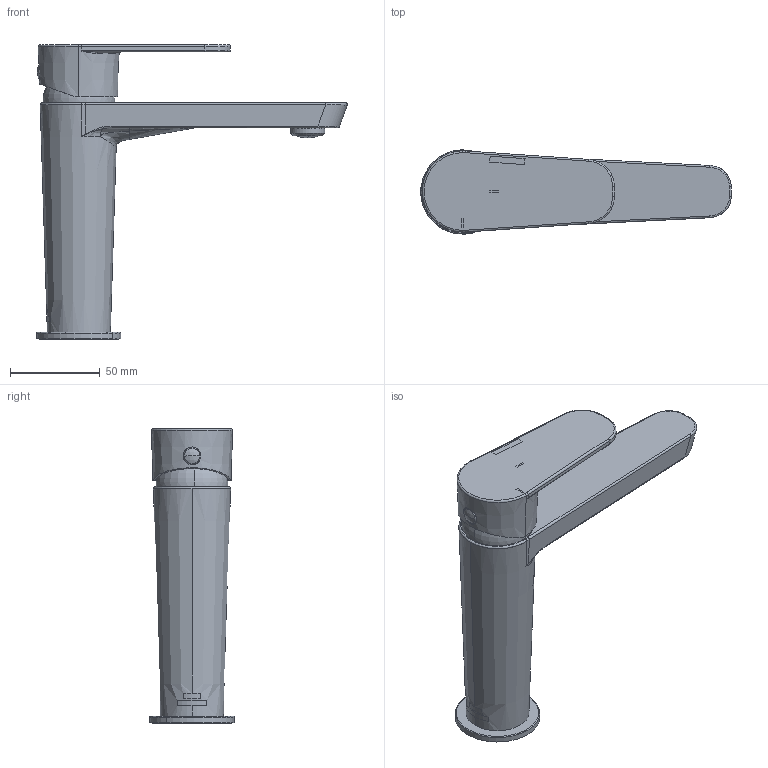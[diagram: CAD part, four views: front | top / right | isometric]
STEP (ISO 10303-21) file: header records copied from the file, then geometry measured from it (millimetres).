
FILE_DESCRIPTION (( 'STEP AP203' ), '1' );
FILE_NAME ('36AP01875.STEP', '2021-01-13T13:51:46', ( '' ), ( '' ), 'SwSTEP 2.0', 'SolidWorks 2018', '' );
FILE_SCHEMA (( 'CONFIG_CONTROL_DESIGN' ));
Length unit declared in the file: millimetre
Products named in the file (1): 36AP01875
Bounding box: 173.03 x 46.92 x 164.05 mm (x, y, z)
Volume: 96090 mm3; surface area: 80127.7 mm2
Topology: 9 solids, 9 shells, 316 faces, 748 edges, 464 vertices
Faces by surface type: cylinder 107, plane 74, bspline 69, cone 40, torus 20, sphere 6
Entity records: 14770 total; most frequent: CARTESIAN_POINT 7870, ORIENTED_EDGE 1492, DIRECTION 1337, EDGE_CURVE 746, AXIS2_PLACEMENT_3D 550, VERTEX_POINT 464, EDGE_LOOP 348, ADVANCED_FACE 316
